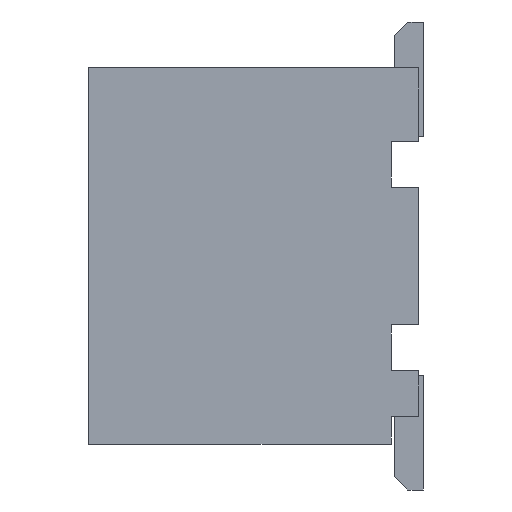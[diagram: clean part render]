
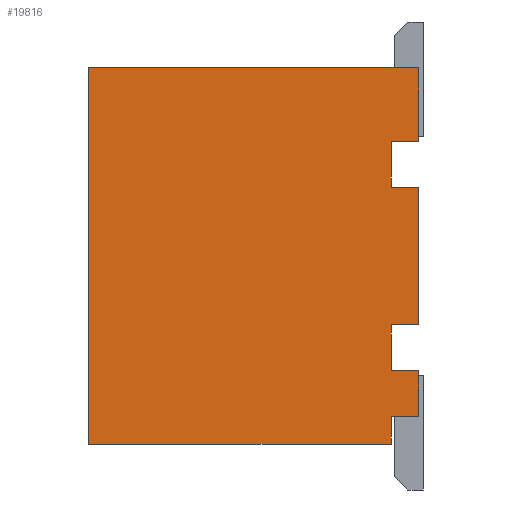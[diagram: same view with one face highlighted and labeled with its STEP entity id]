
A CAD part, left-side view. The second image highlights one B-rep face of the part: STEP entity #19816.
In plain terms, the highlighted planar face has unit normal (-1, 0, 0).
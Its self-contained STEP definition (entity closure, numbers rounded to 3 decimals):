
#1=DIRECTION('',(0.,-1.,0.));
#2=VECTOR('',#1,3.6);
#3=CARTESIAN_POINT('',(-6.9,1.8,2.05));
#4=LINE('',#3,#2);
#5=DIRECTION('',(0.,0.,-1.));
#6=VECTOR('',#5,0.8);
#7=CARTESIAN_POINT('',(-6.9,-1.8,2.05));
#8=LINE('',#7,#6);
#9=DIRECTION('',(0.,1.,0.));
#10=VECTOR('',#9,0.3);
#11=CARTESIAN_POINT('',(-6.9,-1.8,1.25));
#12=LINE('',#11,#10);
#13=DIRECTION('',(0.,0.,-1.));
#14=VECTOR('',#13,0.5);
#15=CARTESIAN_POINT('',(-6.9,-1.5,1.25));
#16=LINE('',#15,#14);
#17=DIRECTION('',(0.,-1.,0.));
#18=VECTOR('',#17,0.3);
#19=CARTESIAN_POINT('',(-6.9,-1.5,0.75));
#20=LINE('',#19,#18);
#21=DIRECTION('',(0.,0.,-1.));
#22=VECTOR('',#21,1.5);
#23=CARTESIAN_POINT('',(-6.9,-1.8,0.75));
#24=LINE('',#23,#22);
#25=DIRECTION('',(0.,1.,0.));
#26=VECTOR('',#25,0.3);
#27=CARTESIAN_POINT('',(-6.9,-1.8,-0.75));
#28=LINE('',#27,#26);
#29=DIRECTION('',(0.,0.,-1.));
#30=VECTOR('',#29,0.5);
#31=CARTESIAN_POINT('',(-6.9,-1.5,-0.75));
#32=LINE('',#31,#30);
#33=DIRECTION('',(0.,-1.,0.));
#34=VECTOR('',#33,0.3);
#35=CARTESIAN_POINT('',(-6.9,-1.5,-1.25));
#36=LINE('',#35,#34);
#37=DIRECTION('',(0.,0.,-1.));
#38=VECTOR('',#37,0.5);
#39=CARTESIAN_POINT('',(-6.9,-1.8,-1.25));
#40=LINE('',#39,#38);
#41=DIRECTION('',(0.,1.,0.));
#42=VECTOR('',#41,0.3);
#43=CARTESIAN_POINT('',(-6.9,-1.8,-1.75));
#44=LINE('',#43,#42);
#45=DIRECTION('',(0.,0.,-1.));
#46=VECTOR('',#45,0.3);
#47=CARTESIAN_POINT('',(-6.9,-1.5,-1.75));
#48=LINE('',#47,#46);
#49=DIRECTION('',(0.,1.,0.));
#50=VECTOR('',#49,3.3);
#51=CARTESIAN_POINT('',(-6.9,-1.5,-2.05));
#52=LINE('',#51,#50);
#53=DIRECTION('',(0.,0.,1.));
#54=VECTOR('',#53,4.1);
#55=CARTESIAN_POINT('',(-6.9,1.8,-2.05));
#56=LINE('',#55,#54);
#14873=CARTESIAN_POINT('',(-6.9,1.8,2.05));
#14874=CARTESIAN_POINT('',(-6.9,-1.8,2.05));
#14875=VERTEX_POINT('',#14873);
#14876=VERTEX_POINT('',#14874);
#14877=CARTESIAN_POINT('',(-6.9,-1.8,1.25));
#14878=VERTEX_POINT('',#14877);
#14879=CARTESIAN_POINT('',(-6.9,-1.5,1.25));
#14880=VERTEX_POINT('',#14879);
#14881=CARTESIAN_POINT('',(-6.9,-1.5,0.75));
#14882=VERTEX_POINT('',#14881);
#14883=CARTESIAN_POINT('',(-6.9,-1.8,0.75));
#14884=VERTEX_POINT('',#14883);
#14885=CARTESIAN_POINT('',(-6.9,-1.8,-0.75));
#14886=VERTEX_POINT('',#14885);
#14887=CARTESIAN_POINT('',(-6.9,-1.5,-0.75));
#14888=VERTEX_POINT('',#14887);
#14889=CARTESIAN_POINT('',(-6.9,-1.5,-1.25));
#14890=VERTEX_POINT('',#14889);
#14891=CARTESIAN_POINT('',(-6.9,-1.8,-1.25));
#14892=VERTEX_POINT('',#14891);
#14893=CARTESIAN_POINT('',(-6.9,-1.8,-1.75));
#14894=VERTEX_POINT('',#14893);
#14895=CARTESIAN_POINT('',(-6.9,-1.5,-1.75));
#14896=VERTEX_POINT('',#14895);
#14897=CARTESIAN_POINT('',(-6.9,-1.5,-2.05));
#14898=VERTEX_POINT('',#14897);
#14899=CARTESIAN_POINT('',(-6.9,1.8,-2.05));
#14900=VERTEX_POINT('',#14899);
#19781=CARTESIAN_POINT('',(-6.9,0.,0.));
#19782=DIRECTION('',(1.,0.,0.));
#19783=DIRECTION('',(0.,0.,-1.));
#19784=AXIS2_PLACEMENT_3D('',#19781,#19782,#19783);
#19785=PLANE('',#19784);
#19787=ORIENTED_EDGE('',*,*,#19786,.T.);
#19789=ORIENTED_EDGE('',*,*,#19788,.T.);
#19791=ORIENTED_EDGE('',*,*,#19790,.T.);
#19793=ORIENTED_EDGE('',*,*,#19792,.T.);
#19795=ORIENTED_EDGE('',*,*,#19794,.T.);
#19797=ORIENTED_EDGE('',*,*,#19796,.T.);
#19799=ORIENTED_EDGE('',*,*,#19798,.T.);
#19801=ORIENTED_EDGE('',*,*,#19800,.T.);
#19803=ORIENTED_EDGE('',*,*,#19802,.T.);
#19805=ORIENTED_EDGE('',*,*,#19804,.T.);
#19807=ORIENTED_EDGE('',*,*,#19806,.T.);
#19809=ORIENTED_EDGE('',*,*,#19808,.T.);
#19811=ORIENTED_EDGE('',*,*,#19810,.T.);
#19813=ORIENTED_EDGE('',*,*,#19812,.T.);
#19814=EDGE_LOOP('',(#19787,#19789,#19791,#19793,#19795,#19797,#19799,#19801,
#19803,#19805,#19807,#19809,#19811,#19813));
#19815=FACE_OUTER_BOUND('',#19814,.F.);
#19816=ADVANCED_FACE('',(#19815),#19785,.F.);
#19786=EDGE_CURVE('',#14875,#14876,#4,.T.);
#19788=EDGE_CURVE('',#14876,#14878,#8,.T.);
#19790=EDGE_CURVE('',#14878,#14880,#12,.T.);
#19792=EDGE_CURVE('',#14880,#14882,#16,.T.);
#19794=EDGE_CURVE('',#14882,#14884,#20,.T.);
#19796=EDGE_CURVE('',#14884,#14886,#24,.T.);
#19798=EDGE_CURVE('',#14886,#14888,#28,.T.);
#19800=EDGE_CURVE('',#14888,#14890,#32,.T.);
#19802=EDGE_CURVE('',#14890,#14892,#36,.T.);
#19804=EDGE_CURVE('',#14892,#14894,#40,.T.);
#19806=EDGE_CURVE('',#14894,#14896,#44,.T.);
#19808=EDGE_CURVE('',#14896,#14898,#48,.T.);
#19810=EDGE_CURVE('',#14898,#14900,#52,.T.);
#19812=EDGE_CURVE('',#14900,#14875,#56,.T.);
